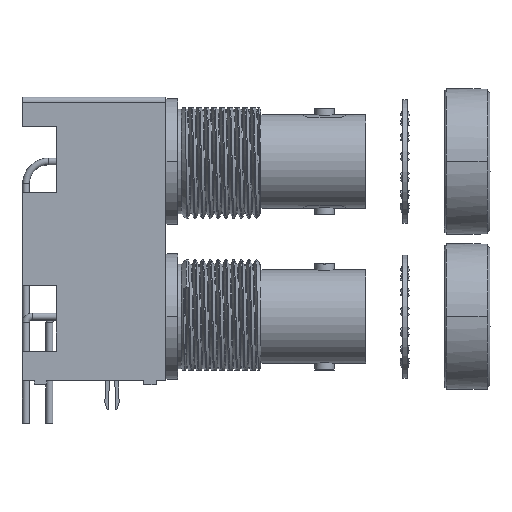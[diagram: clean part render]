
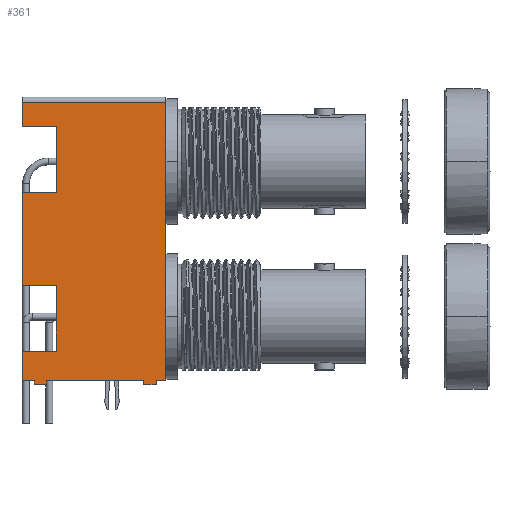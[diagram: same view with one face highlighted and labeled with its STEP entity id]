
A CAD part, top view. The second image highlights one B-rep face of the part: STEP entity #361.
In plain terms, the highlighted planar face has unit normal (0, 0, 1).
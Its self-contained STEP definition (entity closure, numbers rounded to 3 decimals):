
#194=DIRECTION('',(0.,1.,0.));
#195=VECTOR('',#194,3.048);
#196=CARTESIAN_POINT('',(0.762,-14.625,7.2));
#197=LINE('',#196,#195);
#198=DIRECTION('',(1.,0.,0.));
#199=VECTOR('',#198,3.556);
#200=CARTESIAN_POINT('',(0.762,-11.577,7.2));
#201=LINE('',#200,#199);
#202=DIRECTION('',(0.,1.,0.));
#203=VECTOR('',#202,6.764);
#204=CARTESIAN_POINT('',(4.318,-11.577,7.2));
#205=LINE('',#204,#203);
#206=DIRECTION('',(-1.,0.,0.));
#207=VECTOR('',#206,3.556);
#208=CARTESIAN_POINT('',(4.318,-4.813,7.2));
#209=LINE('',#208,#207);
#210=DIRECTION('',(0.,1.,0.));
#211=VECTOR('',#210,9.627);
#212=CARTESIAN_POINT('',(0.762,-4.813,7.2));
#213=LINE('',#212,#211);
#214=DIRECTION('',(1.,0.,0.));
#215=VECTOR('',#214,3.556);
#216=CARTESIAN_POINT('',(0.762,4.813,7.2));
#217=LINE('',#216,#215);
#218=DIRECTION('',(0.,1.,0.));
#219=VECTOR('',#218,6.815);
#220=CARTESIAN_POINT('',(4.318,4.813,7.2));
#221=LINE('',#220,#219);
#222=DIRECTION('',(-1.,0.,0.));
#223=VECTOR('',#222,3.556);
#224=CARTESIAN_POINT('',(4.318,11.628,7.2));
#225=LINE('',#224,#223);
#226=DIRECTION('',(0.,1.,0.));
#227=VECTOR('',#226,2.489);
#228=CARTESIAN_POINT('',(0.762,11.628,7.2));
#229=LINE('',#228,#227);
#230=DIRECTION('',(1.,0.,0.));
#231=VECTOR('',#230,14.849);
#232=CARTESIAN_POINT('',(0.762,14.117,7.2));
#233=LINE('',#232,#231);
#234=DIRECTION('',(0.,-1.,0.));
#235=VECTOR('',#234,28.743);
#236=CARTESIAN_POINT('',(15.611,14.117,7.2));
#237=LINE('',#236,#235);
#238=DIRECTION('',(-1.,0.,0.));
#239=VECTOR('',#238,1.016);
#240=CARTESIAN_POINT('',(15.611,-14.625,7.2));
#241=LINE('',#240,#239);
#242=DIRECTION('',(0.,-1.,0.));
#243=VECTOR('',#242,0.371);
#244=CARTESIAN_POINT('',(14.595,-14.625,7.2));
#245=LINE('',#244,#243);
#246=DIRECTION('',(-1.,0.,0.));
#247=VECTOR('',#246,1.27);
#248=CARTESIAN_POINT('',(14.595,-14.996,7.2));
#249=LINE('',#248,#247);
#250=DIRECTION('',(0.,1.,0.));
#251=VECTOR('',#250,0.371);
#252=CARTESIAN_POINT('',(13.325,-14.996,7.2));
#253=LINE('',#252,#251);
#254=DIRECTION('',(-1.,0.,0.));
#255=VECTOR('',#254,10.023);
#256=CARTESIAN_POINT('',(13.325,-14.625,7.2));
#257=LINE('',#256,#255);
#258=DIRECTION('',(0.,-1.,0.));
#259=VECTOR('',#258,0.371);
#260=CARTESIAN_POINT('',(3.302,-14.625,7.2));
#261=LINE('',#260,#259);
#262=DIRECTION('',(-1.,0.,0.));
#263=VECTOR('',#262,1.27);
#264=CARTESIAN_POINT('',(3.302,-14.996,7.2));
#265=LINE('',#264,#263);
#266=DIRECTION('',(0.,1.,0.));
#267=VECTOR('',#266,0.371);
#268=CARTESIAN_POINT('',(2.032,-14.996,7.2));
#269=LINE('',#268,#267);
#270=DIRECTION('',(-1.,0.,0.));
#271=VECTOR('',#270,1.27);
#272=CARTESIAN_POINT('',(2.032,-14.625,7.2));
#273=LINE('',#272,#271);
#274=CARTESIAN_POINT('',(0.762,-14.625,7.2));
#275=CARTESIAN_POINT('',(0.762,-11.577,7.2));
#276=VERTEX_POINT('',#274);
#277=VERTEX_POINT('',#275);
#278=CARTESIAN_POINT('',(4.318,-11.577,7.2));
#279=VERTEX_POINT('',#278);
#280=CARTESIAN_POINT('',(4.318,-4.813,7.2));
#281=VERTEX_POINT('',#280);
#282=CARTESIAN_POINT('',(0.762,-4.813,7.2));
#283=VERTEX_POINT('',#282);
#284=CARTESIAN_POINT('',(0.762,4.813,7.2));
#285=VERTEX_POINT('',#284);
#286=CARTESIAN_POINT('',(4.318,4.813,7.2));
#287=VERTEX_POINT('',#286);
#288=CARTESIAN_POINT('',(4.318,11.628,7.2));
#289=VERTEX_POINT('',#288);
#290=CARTESIAN_POINT('',(0.762,11.628,7.2));
#291=VERTEX_POINT('',#290);
#292=CARTESIAN_POINT('',(0.762,14.117,7.2));
#293=VERTEX_POINT('',#292);
#294=CARTESIAN_POINT('',(15.611,14.117,7.2));
#295=VERTEX_POINT('',#294);
#296=CARTESIAN_POINT('',(15.611,-14.625,7.2));
#297=VERTEX_POINT('',#296);
#298=CARTESIAN_POINT('',(14.595,-14.625,7.2));
#299=VERTEX_POINT('',#298);
#300=CARTESIAN_POINT('',(14.595,-14.996,7.2));
#301=VERTEX_POINT('',#300);
#302=CARTESIAN_POINT('',(13.325,-14.996,7.2));
#303=VERTEX_POINT('',#302);
#304=CARTESIAN_POINT('',(13.325,-14.625,7.2));
#305=VERTEX_POINT('',#304);
#306=CARTESIAN_POINT('',(3.302,-14.625,7.2));
#307=VERTEX_POINT('',#306);
#308=CARTESIAN_POINT('',(3.302,-14.996,7.2));
#309=VERTEX_POINT('',#308);
#310=CARTESIAN_POINT('',(2.032,-14.996,7.2));
#311=VERTEX_POINT('',#310);
#312=CARTESIAN_POINT('',(2.032,-14.625,7.2));
#313=VERTEX_POINT('',#312);
#314=CARTESIAN_POINT('',(8.186,-0.439,7.2));
#315=DIRECTION('',(0.,0.,1.));
#316=DIRECTION('',(0.,-1.,0.));
#317=AXIS2_PLACEMENT_3D('',#314,#315,#316);
#318=PLANE('',#317);
#320=ORIENTED_EDGE('',*,*,#319,.T.);
#322=ORIENTED_EDGE('',*,*,#321,.T.);
#324=ORIENTED_EDGE('',*,*,#323,.T.);
#326=ORIENTED_EDGE('',*,*,#325,.T.);
#328=ORIENTED_EDGE('',*,*,#327,.T.);
#330=ORIENTED_EDGE('',*,*,#329,.T.);
#332=ORIENTED_EDGE('',*,*,#331,.T.);
#334=ORIENTED_EDGE('',*,*,#333,.T.);
#336=ORIENTED_EDGE('',*,*,#335,.T.);
#338=ORIENTED_EDGE('',*,*,#337,.T.);
#340=ORIENTED_EDGE('',*,*,#339,.T.);
#342=ORIENTED_EDGE('',*,*,#341,.T.);
#344=ORIENTED_EDGE('',*,*,#343,.T.);
#346=ORIENTED_EDGE('',*,*,#345,.T.);
#348=ORIENTED_EDGE('',*,*,#347,.T.);
#350=ORIENTED_EDGE('',*,*,#349,.T.);
#352=ORIENTED_EDGE('',*,*,#351,.T.);
#354=ORIENTED_EDGE('',*,*,#353,.T.);
#356=ORIENTED_EDGE('',*,*,#355,.T.);
#358=ORIENTED_EDGE('',*,*,#357,.T.);
#359=EDGE_LOOP('',(#320,#322,#324,#326,#328,#330,#332,#334,#336,#338,#340,#342,
#344,#346,#348,#350,#352,#354,#356,#358));
#360=FACE_OUTER_BOUND('',#359,.F.);
#361=ADVANCED_FACE('',(#360),#318,.T.);
#319=EDGE_CURVE('',#276,#277,#197,.T.);
#321=EDGE_CURVE('',#277,#279,#201,.T.);
#323=EDGE_CURVE('',#279,#281,#205,.T.);
#325=EDGE_CURVE('',#281,#283,#209,.T.);
#327=EDGE_CURVE('',#283,#285,#213,.T.);
#329=EDGE_CURVE('',#285,#287,#217,.T.);
#331=EDGE_CURVE('',#287,#289,#221,.T.);
#333=EDGE_CURVE('',#289,#291,#225,.T.);
#335=EDGE_CURVE('',#291,#293,#229,.T.);
#337=EDGE_CURVE('',#293,#295,#233,.T.);
#339=EDGE_CURVE('',#295,#297,#237,.T.);
#341=EDGE_CURVE('',#297,#299,#241,.T.);
#343=EDGE_CURVE('',#299,#301,#245,.T.);
#345=EDGE_CURVE('',#301,#303,#249,.T.);
#347=EDGE_CURVE('',#303,#305,#253,.T.);
#349=EDGE_CURVE('',#305,#307,#257,.T.);
#351=EDGE_CURVE('',#307,#309,#261,.T.);
#353=EDGE_CURVE('',#309,#311,#265,.T.);
#355=EDGE_CURVE('',#311,#313,#269,.T.);
#357=EDGE_CURVE('',#313,#276,#273,.T.);
